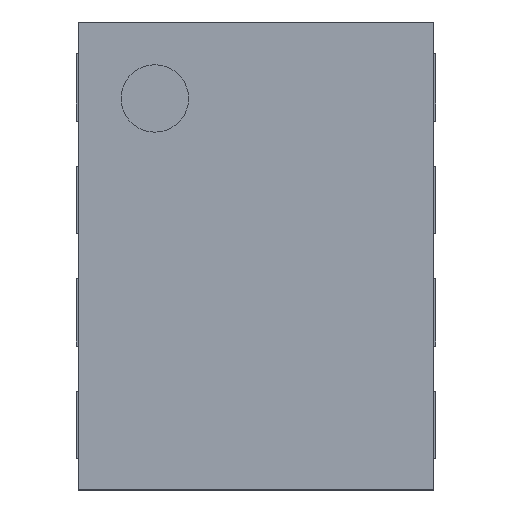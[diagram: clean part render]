
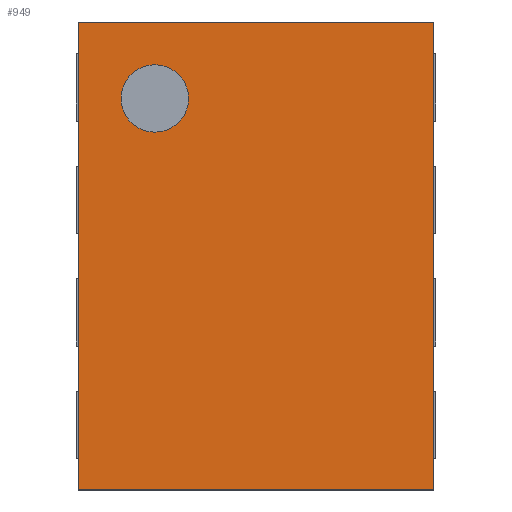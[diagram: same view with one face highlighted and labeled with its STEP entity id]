
A CAD part, top view. The second image highlights one B-rep face of the part: STEP entity #949.
In plain terms, the highlighted planar face has unit normal (0, 0, 1).
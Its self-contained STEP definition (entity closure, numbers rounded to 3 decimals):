
#12=DIRECTION('',(0.,0.,1.));
#148=VECTOR('',#149,1.);
#149=DIRECTION('',(0.,-1.,0.));
#155=VECTOR('',#156,1.);
#156=DIRECTION('',(1.,0.,0.));
#338=VERTEX_POINT('',#339);
#339=CARTESIAN_POINT('',(-0.79,1.04,0.52));
#341=ORIENTED_EDGE('',*,*,#342,.T.);
#342=EDGE_CURVE('',#338,#343,#345,.T.);
#343=VERTEX_POINT('',#344);
#344=CARTESIAN_POINT('',(-0.79,-1.04,0.52));
#345=LINE('',#339,#148);
#425=VERTEX_POINT('',#426);
#426=CARTESIAN_POINT('',(0.79,1.04,0.52));
#429=EDGE_CURVE('',#425,#430,#432,.T.);
#430=VERTEX_POINT('',#431);
#431=CARTESIAN_POINT('',(0.79,-1.04,0.52));
#432=LINE('',#426,#148);
#507=ORIENTED_EDGE('',*,*,#508,.F.);
#508=EDGE_CURVE('',#338,#425,#509,.T.);
#509=LINE('',#339,#155);
#945=EDGE_CURVE('',#343,#430,#946,.T.);
#946=LINE('',#344,#155);
#949=ADVANCED_FACE('',(#950,#954),#964,.T.);
#950=FACE_BOUND('',#951,.T.);
#951=EDGE_LOOP('',(#507,#341,#952,#953));
#952=ORIENTED_EDGE('',*,*,#945,.T.);
#953=ORIENTED_EDGE('',*,*,#429,.F.);
#954=FACE_BOUND('',#955,.T.);
#955=EDGE_LOOP('',(#956));
#956=ORIENTED_EDGE('',*,*,#957,.T.);
#957=EDGE_CURVE('',#958,#958,#960,.T.);
#958=VERTEX_POINT('',#959);
#959=CARTESIAN_POINT('',(-0.45,0.55,0.52));
#960=CIRCLE('',#961,0.15);
#961=AXIS2_PLACEMENT_3D('',#962,#963,#149);
#962=CARTESIAN_POINT('',(-0.45,0.7,0.52));
#963=DIRECTION('',(0.,0.,-1.));
#964=PLANE('',#965);
#965=AXIS2_PLACEMENT_3D('',#339,#12,#149);
